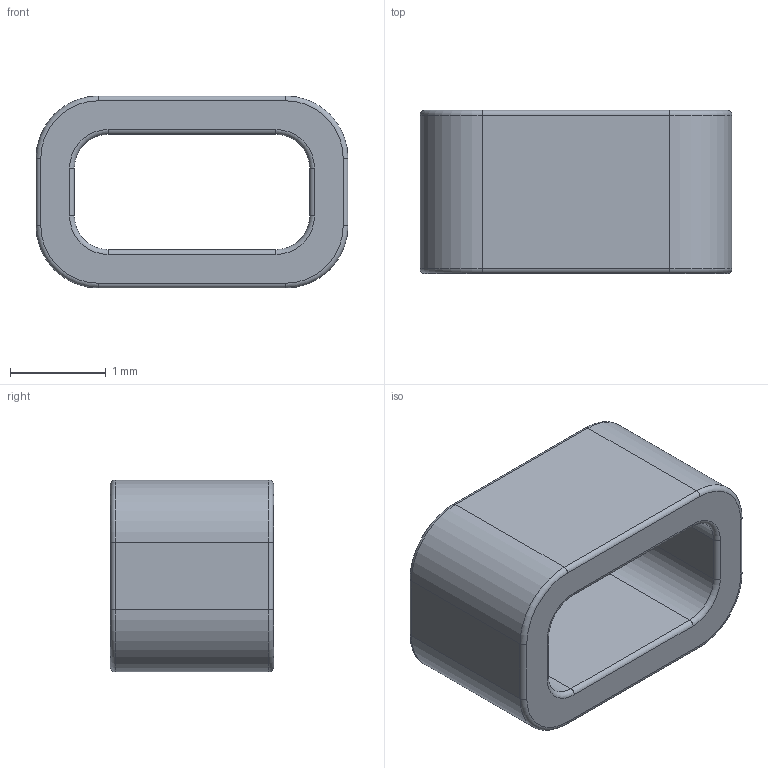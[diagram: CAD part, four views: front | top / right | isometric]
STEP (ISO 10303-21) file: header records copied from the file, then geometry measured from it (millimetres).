
FILE_DESCRIPTION(/* description */ (''),/* implementation_level */ '2;1');
FILE_NAME(/* name */ 'S1751-46_smdTestPoint.step',/* time_stamp */ '2019-04-09T18:32:17+10:00',/* author */ ('jonno.tathra'),/* organization */ (''),/* preprocessor_version */ 'ST-DEVELOPER v17.2',/* originating_system */ 'Autodesk Translation Framework v7.6.0.251',/* authorisation */ '');
FILE_SCHEMA (('AUTOMOTIVE_DESIGN { 1 0 10303 214 3 1 1 }'));
Length unit declared in the file: millimetre
Products named in the file (1): S1751-46_smdTestPoint
Bounding box: 3.25 x 1.7 x 2 mm (x, y, z)
Volume: 5.6 mm3; surface area: 33.3 mm2
Topology: 1 solids, 1 shells, 50 faces, 112 edges, 64 vertices
Faces by surface type: cylinder 24, torus 16, plane 10
Entity records: 1428 total; most frequent: DIRECTION 278, CARTESIAN_POINT 227, ORIENTED_EDGE 224, AXIS2_PLACEMENT_3D 115, EDGE_CURVE 112, CIRCLE 64, VERTEX_POINT 64, EDGE_LOOP 52
